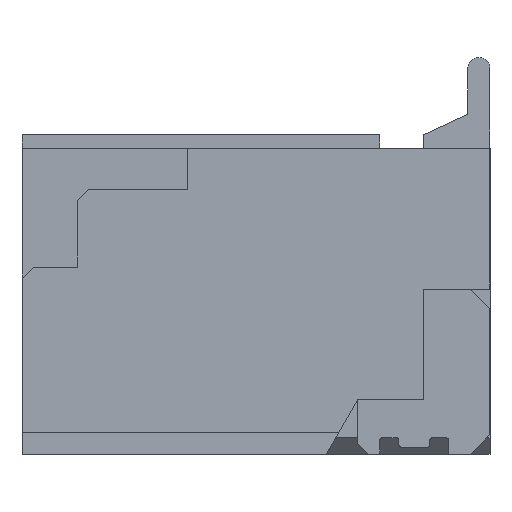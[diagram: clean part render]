
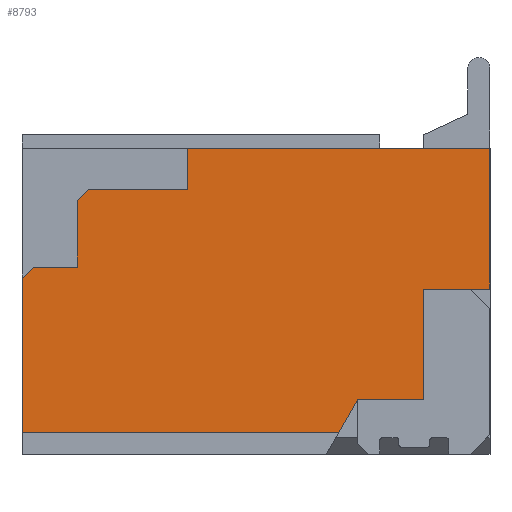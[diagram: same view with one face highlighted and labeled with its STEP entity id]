
A CAD part, left-side view. The second image highlights one B-rep face of the part: STEP entity #8793.
In plain terms, the highlighted planar face has unit normal (-1, 0, 0).
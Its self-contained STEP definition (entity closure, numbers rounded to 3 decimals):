
#21 = CARTESIAN_POINT ( 'NONE',  ( -3.5, 1.373, -1.25 ) ) ;
#135 = LINE ( 'NONE', #3423, #6407 ) ;
#151 = DIRECTION ( 'NONE',  ( 0., 1., 0. ) ) ;
#179 = VERTEX_POINT ( 'NONE', #4288 ) ;
#228 = DIRECTION ( 'NONE',  ( 0., 1., 0. ) ) ;
#457 = CARTESIAN_POINT ( 'NONE',  ( -3.5, 0., 1.33 ) ) ;
#542 = EDGE_CURVE ( 'NONE', #1265, #1363, #4409, .T. ) ;
#641 = CARTESIAN_POINT ( 'NONE',  ( -3.5, 3.65, 0.95 ) ) ;
#714 = ORIENTED_EDGE ( 'NONE', *, *, #6292, .T. ) ;
#773 = LINE ( 'NONE', #9965, #1271 ) ;
#840 = VERTEX_POINT ( 'NONE', #3523 ) ;
#1035 = CARTESIAN_POINT ( 'NONE',  ( -3.5, 2.2, 2.2 ) ) ;
#1155 = ORIENTED_EDGE ( 'NONE', *, *, #7249, .F. ) ;
#1210 = EDGE_CURVE ( 'NONE', #4199, #4442, #6449, .T. ) ;
#1265 = VERTEX_POINT ( 'NONE', #3060 ) ;
#1271 = VECTOR ( 'NONE', #1678, 1000. ) ;
#1297 = VERTEX_POINT ( 'NONE', #7192 ) ;
#1363 = VERTEX_POINT ( 'NONE', #1815 ) ;
#1466 = ORIENTED_EDGE ( 'NONE', *, *, #9384, .T. ) ;
#1641 = LINE ( 'NONE', #5964, #7313 ) ;
#1678 = DIRECTION ( 'NONE',  ( 0., -1., 0. ) ) ;
#1740 = DIRECTION ( 'NONE',  ( 0., 0.707, -0.707 ) ) ;
#1815 = CARTESIAN_POINT ( 'NONE',  ( -3.5, 0., 0.05 ) ) ;
#1851 = ORIENTED_EDGE ( 'NONE', *, *, #6850, .F. ) ;
#1935 = VECTOR ( 'NONE', #9386, 1000. ) ;
#2002 = CARTESIAN_POINT ( 'NONE',  ( -3.5, 3.75, 0. ) ) ;
#2051 = VECTOR ( 'NONE', #4453, 1000. ) ;
#2262 = VECTOR ( 'NONE', #9542, 1000. ) ;
#2266 = ORIENTED_EDGE ( 'NONE', *, *, #7886, .T. ) ;
#2670 = DIRECTION ( 'NONE',  ( 0., 1., 0. ) ) ;
#2709 = LINE ( 'NONE', #2002, #2051 ) ;
#2751 = VERTEX_POINT ( 'NONE', #641 ) ;
#2884 = LINE ( 'NONE', #8682, #2262 ) ;
#2941 = CARTESIAN_POINT ( 'NONE',  ( -3.5, 1.2, -0.95 ) ) ;
#3060 = CARTESIAN_POINT ( 'NONE',  ( -3.5, 0., 1.33 ) ) ;
#3272 = VECTOR ( 'NONE', #151, 1000. ) ;
#3423 = CARTESIAN_POINT ( 'NONE',  ( -3.5, 0., -1.25 ) ) ;
#3474 = LINE ( 'NONE', #6791, #8174 ) ;
#3495 = CARTESIAN_POINT ( 'NONE',  ( -3.5, 0., 0.05 ) ) ;
#3523 = CARTESIAN_POINT ( 'NONE',  ( -3.5, 2.75, 1.33 ) ) ;
#3589 = PLANE ( 'NONE',  #4179 ) ;
#3646 = DIRECTION ( 'NONE',  ( -1., 0., 0. ) ) ;
#3709 = LINE ( 'NONE', #5492, #5515 ) ;
#3778 = CARTESIAN_POINT ( 'NONE',  ( -3.5, 3.75, 0.85 ) ) ;
#3834 = ORIENTED_EDGE ( 'NONE', *, *, #6340, .T. ) ;
#4179 = AXIS2_PLACEMENT_3D ( 'NONE', #7126, #3646, #4632 ) ;
#4199 = VERTEX_POINT ( 'NONE', #10536 ) ;
#4274 = LINE ( 'NONE', #8445, #4487 ) ;
#4288 = CARTESIAN_POINT ( 'NONE',  ( -3.5, 4.15, 0.25 ) ) ;
#4312 = ORIENTED_EDGE ( 'NONE', *, *, #9116, .T. ) ;
#4409 = LINE ( 'NONE', #457, #1935 ) ;
#4429 = DIRECTION ( 'NONE',  ( 0., 0., -1. ) ) ;
#4442 = VERTEX_POINT ( 'NONE', #2941 ) ;
#4453 = DIRECTION ( 'NONE',  ( 0., 0., -1. ) ) ;
#4487 = VECTOR ( 'NONE', #4429, 1000. ) ;
#4632 = DIRECTION ( 'NONE',  ( 0., 0., 1. ) ) ;
#4774 = VERTEX_POINT ( 'NONE', #8461 ) ;
#4783 = VERTEX_POINT ( 'NONE', #10292 ) ;
#5492 = CARTESIAN_POINT ( 'NONE',  ( -3.5, 0.6, 0. ) ) ;
#5515 = VECTOR ( 'NONE', #10267, 1000. ) ;
#5590 = VECTOR ( 'NONE', #10556, 1000. ) ;
#5640 = VERTEX_POINT ( 'NONE', #9502 ) ;
#5693 = CARTESIAN_POINT ( 'NONE',  ( -3.5, 0., -0.95 ) ) ;
#5841 = CARTESIAN_POINT ( 'NONE',  ( -3.5, 0.489, 0.282 ) ) ;
#5964 = CARTESIAN_POINT ( 'NONE',  ( -3.5, 2.3, 2.3 ) ) ;
#5980 = VERTEX_POINT ( 'NONE', #7935 ) ;
#6039 = EDGE_CURVE ( 'NONE', #4774, #1297, #2884, .T. ) ;
#6105 = ORIENTED_EDGE ( 'NONE', *, *, #6682, .F. ) ;
#6253 = VERTEX_POINT ( 'NONE', #21 ) ;
#6292 = EDGE_CURVE ( 'NONE', #5980, #2751, #6627, .T. ) ;
#6340 = EDGE_CURVE ( 'NONE', #8505, #4783, #2709, .T. ) ;
#6407 = VECTOR ( 'NONE', #6736, 1000. ) ;
#6449 = LINE ( 'NONE', #5693, #5590 ) ;
#6568 = CARTESIAN_POINT ( 'NONE',  ( -3.5, 0., 0.95 ) ) ;
#6627 = LINE ( 'NONE', #6568, #9710 ) ;
#6681 = EDGE_CURVE ( 'NONE', #840, #5980, #4274, .T. ) ;
#6682 = EDGE_CURVE ( 'NONE', #1363, #5640, #7590, .T. ) ;
#6736 = DIRECTION ( 'NONE',  ( 0., -1., 0. ) ) ;
#6791 = CARTESIAN_POINT ( 'NONE',  ( -3.5, 0., 0.25 ) ) ;
#6850 = EDGE_CURVE ( 'NONE', #5640, #4199, #3709, .T. ) ;
#7126 = CARTESIAN_POINT ( 'NONE',  ( -3.5, 0., 0. ) ) ;
#7192 = CARTESIAN_POINT ( 'NONE',  ( -3.5, 4.25, 0.15 ) ) ;
#7249 = EDGE_CURVE ( 'NONE', #4442, #6253, #10060, .T. ) ;
#7313 = VECTOR ( 'NONE', #1740, 1000. ) ;
#7443 = EDGE_LOOP ( 'NONE', ( #7729, #2266, #1155, #8988, #1851, #6105, #8790, #8113, #9819, #714, #1466, #3834, #4312, #10044 ) ) ;
#7590 = LINE ( 'NONE', #3495, #3272 ) ;
#7729 = ORIENTED_EDGE ( 'NONE', *, *, #6039, .F. ) ;
#7886 = EDGE_CURVE ( 'NONE', #4774, #6253, #135, .T. ) ;
#7935 = CARTESIAN_POINT ( 'NONE',  ( -3.5, 2.75, 0.95 ) ) ;
#8011 = VECTOR ( 'NONE', #9519, 1000. ) ;
#8113 = ORIENTED_EDGE ( 'NONE', *, *, #9827, .F. ) ;
#8174 = VECTOR ( 'NONE', #2670, 1000. ) ;
#8445 = CARTESIAN_POINT ( 'NONE',  ( -3.5, 2.75, 0. ) ) ;
#8461 = CARTESIAN_POINT ( 'NONE',  ( -3.5, 4.25, -1.25 ) ) ;
#8477 = VECTOR ( 'NONE', #8553, 1000. ) ;
#8505 = VERTEX_POINT ( 'NONE', #3778 ) ;
#8553 = DIRECTION ( 'NONE',  ( 0., 0.5, -0.866 ) ) ;
#8682 = CARTESIAN_POINT ( 'NONE',  ( -3.5, 4.25, 1.45 ) ) ;
#8749 = FACE_OUTER_BOUND ( 'NONE', #7443, .T. ) ;
#8790 = ORIENTED_EDGE ( 'NONE', *, *, #542, .F. ) ;
#8793 = ADVANCED_FACE ( 'NONE', ( #8749 ), #3589, .T. ) ;
#8988 = ORIENTED_EDGE ( 'NONE', *, *, #1210, .F. ) ;
#9116 = EDGE_CURVE ( 'NONE', #4783, #179, #3474, .T. ) ;
#9384 = EDGE_CURVE ( 'NONE', #2751, #8505, #1641, .T. ) ;
#9386 = DIRECTION ( 'NONE',  ( 0., 0., -1. ) ) ;
#9416 = LINE ( 'NONE', #1035, #8011 ) ;
#9502 = CARTESIAN_POINT ( 'NONE',  ( -3.5, 0.6, 0.05 ) ) ;
#9519 = DIRECTION ( 'NONE',  ( 0., 0.707, -0.707 ) ) ;
#9542 = DIRECTION ( 'NONE',  ( 0., 0., 1. ) ) ;
#9710 = VECTOR ( 'NONE', #228, 1000. ) ;
#9819 = ORIENTED_EDGE ( 'NONE', *, *, #6681, .T. ) ;
#9827 = EDGE_CURVE ( 'NONE', #840, #1265, #773, .T. ) ;
#9949 = EDGE_CURVE ( 'NONE', #179, #1297, #9416, .T. ) ;
#9965 = CARTESIAN_POINT ( 'NONE',  ( -3.5, 1., 1.33 ) ) ;
#10044 = ORIENTED_EDGE ( 'NONE', *, *, #9949, .T. ) ;
#10060 = LINE ( 'NONE', #5841, #8477 ) ;
#10267 = DIRECTION ( 'NONE',  ( 0., 0., -1. ) ) ;
#10292 = CARTESIAN_POINT ( 'NONE',  ( -3.5, 3.75, 0.25 ) ) ;
#10536 = CARTESIAN_POINT ( 'NONE',  ( -3.5, 0.6, -0.95 ) ) ;
#10556 = DIRECTION ( 'NONE',  ( 0., 1., 0. ) ) ;
